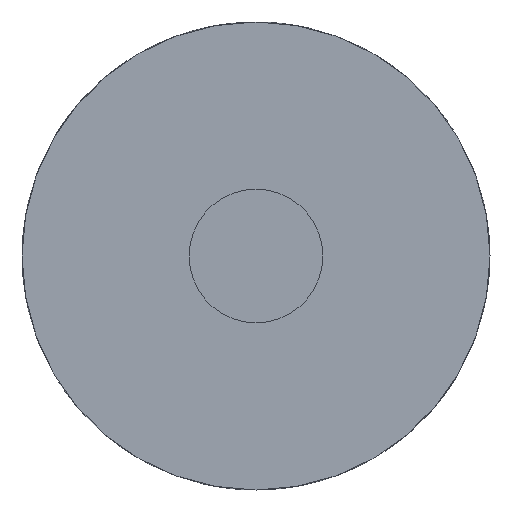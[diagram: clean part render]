
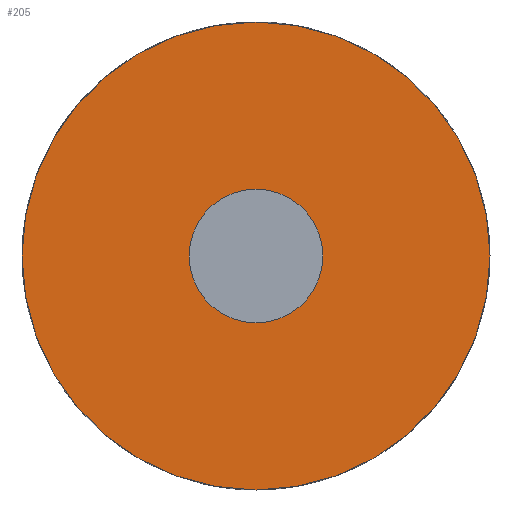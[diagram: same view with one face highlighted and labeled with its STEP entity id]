
A CAD part, front view. The second image highlights one B-rep face of the part: STEP entity #205.
In plain terms, the highlighted planar face has unit normal (0, -1, 0).
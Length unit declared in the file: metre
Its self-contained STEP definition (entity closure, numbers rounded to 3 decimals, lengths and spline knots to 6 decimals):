
#10 = CARTESIAN_POINT ( 'NONE',  ( 0., 0., 0. ) ) ;
#48 = FACE_BOUND ( 'NONE', #233, .T. ) ;
#53 = DIRECTION ( 'NONE',  ( 0., 1., 0. ) ) ;
#84 = VERTEX_POINT ( 'NONE', #132 ) ;
#85 = PLANE ( 'NONE',  #166 ) ;
#94 = CIRCLE ( 'NONE', #208, 0.02 ) ;
#109 = AXIS2_PLACEMENT_3D ( 'NONE', #365, #397, #364 ) ;
#129 = CIRCLE ( 'NONE', #179, 0.07 ) ;
#132 = CARTESIAN_POINT ( 'NONE',  ( 0., 0., 0.02 ) ) ;
#133 = VERTEX_POINT ( 'NONE', #223 ) ;
#156 = CARTESIAN_POINT ( 'NONE',  ( 0., 0., -0.07 ) ) ;
#163 = ORIENTED_EDGE ( 'NONE', *, *, #352, .F. ) ;
#166 = AXIS2_PLACEMENT_3D ( 'NONE', #10, #472, #288 ) ;
#172 = EDGE_CURVE ( 'NONE', #409, #84, #94, .T. ) ;
#173 = CIRCLE ( 'NONE', #109, 0.07 ) ;
#179 = AXIS2_PLACEMENT_3D ( 'NONE', #328, #53, #327 ) ;
#198 = AXIS2_PLACEMENT_3D ( 'NONE', #246, #428, #391 ) ;
#205 = ADVANCED_FACE ( 'NONE', ( #48, #308 ), #85, .F. ) ;
#208 = AXIS2_PLACEMENT_3D ( 'NONE', #248, #470, #356 ) ;
#210 = ORIENTED_EDGE ( 'NONE', *, *, #481, .F. ) ;
#213 = CARTESIAN_POINT ( 'NONE',  ( 0., 0., -0.02 ) ) ;
#218 = CIRCLE ( 'NONE', #198, 0.02 ) ;
#223 = CARTESIAN_POINT ( 'NONE',  ( 0., 0., 0.07 ) ) ;
#233 = EDGE_LOOP ( 'NONE', ( #277, #335 ) ) ;
#246 = CARTESIAN_POINT ( 'NONE',  ( 0., 0., 0. ) ) ;
#248 = CARTESIAN_POINT ( 'NONE',  ( 0., 0., 0. ) ) ;
#253 = EDGE_LOOP ( 'NONE', ( #210, #163 ) ) ;
#277 = ORIENTED_EDGE ( 'NONE', *, *, #172, .F. ) ;
#288 = DIRECTION ( 'NONE',  ( 0., 0., 1. ) ) ;
#304 = EDGE_CURVE ( 'NONE', #84, #409, #218, .T. ) ;
#308 = FACE_OUTER_BOUND ( 'NONE', #253, .T. ) ;
#326 = VERTEX_POINT ( 'NONE', #156 ) ;
#327 = DIRECTION ( 'NONE',  ( 0., 0., 1. ) ) ;
#328 = CARTESIAN_POINT ( 'NONE',  ( 0., 0., 0. ) ) ;
#335 = ORIENTED_EDGE ( 'NONE', *, *, #304, .F. ) ;
#352 = EDGE_CURVE ( 'NONE', #133, #326, #129, .T. ) ;
#356 = DIRECTION ( 'NONE',  ( 0., 0., -1. ) ) ;
#364 = DIRECTION ( 'NONE',  ( 0., 0., 1. ) ) ;
#365 = CARTESIAN_POINT ( 'NONE',  ( 0., 0., 0. ) ) ;
#391 = DIRECTION ( 'NONE',  ( 0., 0., -1. ) ) ;
#397 = DIRECTION ( 'NONE',  ( 0., 1., 0. ) ) ;
#409 = VERTEX_POINT ( 'NONE', #213 ) ;
#428 = DIRECTION ( 'NONE',  ( 0., -1., 0. ) ) ;
#470 = DIRECTION ( 'NONE',  ( 0., -1., 0. ) ) ;
#472 = DIRECTION ( 'NONE',  ( 0., 1., 0. ) ) ;
#481 = EDGE_CURVE ( 'NONE', #326, #133, #173, .T. ) ;
